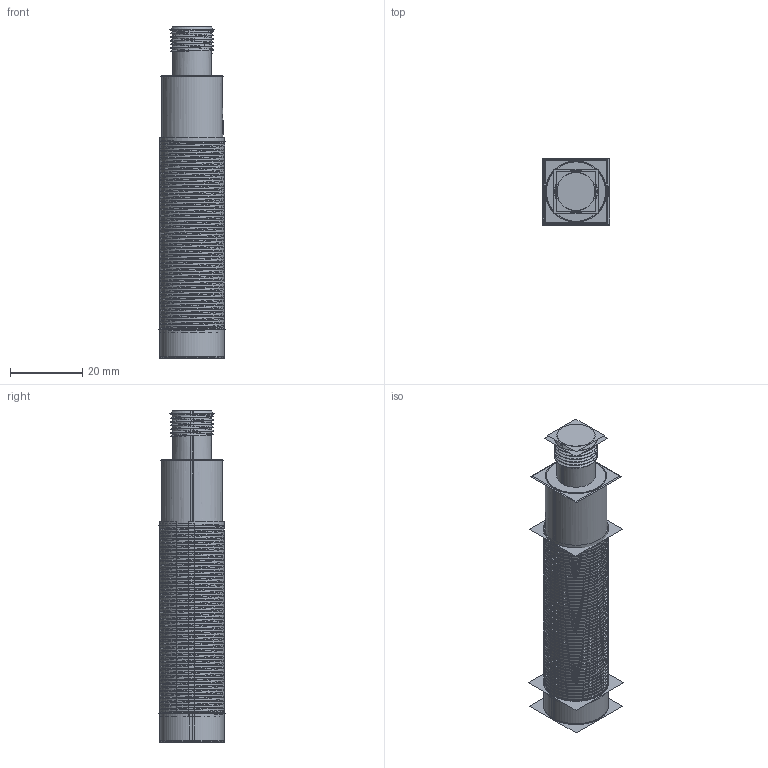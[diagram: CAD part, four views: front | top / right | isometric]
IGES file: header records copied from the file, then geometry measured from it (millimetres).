
Start section:  PTC IGES file: 252363_sm01.igs
Global section: file name: 252363_sm01.igs; native system: Creo Parametric by PTC Inc.; preprocessor: 2022414; author: banengservice; organization: Unknown; date: 20251007.133453; units: millimetre
Bounding box: 18.72 x 18.74 x 92.1 mm (x, y, z)
Surface area: 258897.4 mm2 (no closed solid volume)
Topology: 0 solids, 1 shells, 290 faces, 1670 edges, 2202 vertices
Faces by surface type: revolution 254, bspline 32, extrusion 4
